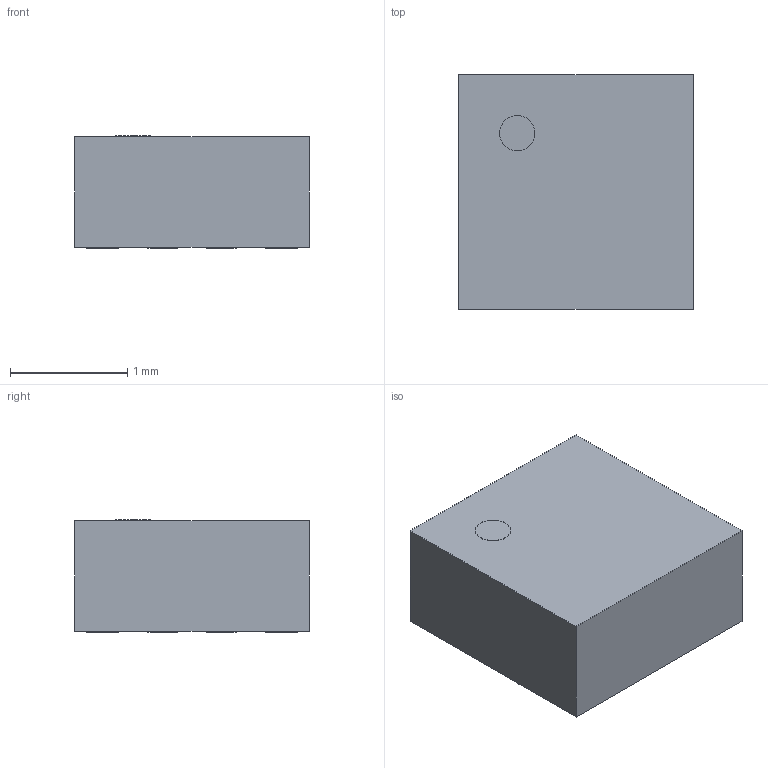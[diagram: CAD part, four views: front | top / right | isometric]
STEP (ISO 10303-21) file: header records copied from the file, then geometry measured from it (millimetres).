
FILE_DESCRIPTION (( 'STEP AP214' ), '1' );
FILE_NAME ('DAB5B428-3DDE-4494-9ECE-AFE97F3D82BA.STEP', '2023-03-24T16:03:35', ( '' ), ( '' ), 'SwSTEP 2.0', 'SolidWorks 2022', '' );
FILE_SCHEMA (( 'AUTOMOTIVE_DESIGN' ));
Length unit declared in the file: millimetre
Products named in the file (1): DAB5B428-3DDE-4494-9ECE-AFE97F3D82BA
Bounding box: 2 x 2 x 0.95 mm (x, y, z)
Volume: 3.8 mm3; surface area: 15.6 mm2
Topology: 1 solids, 1 shells, 69 faces, 162 edges, 108 vertices
Faces by surface type: plane 67, cylinder 2
Entity records: 2073 total; most frequent: CARTESIAN_POINT 340, ORIENTED_EDGE 324, DIRECTION 306, EDGE_CURVE 162, VECTOR 158, LINE 158, VERTEX_POINT 108, EDGE_LOOP 82
